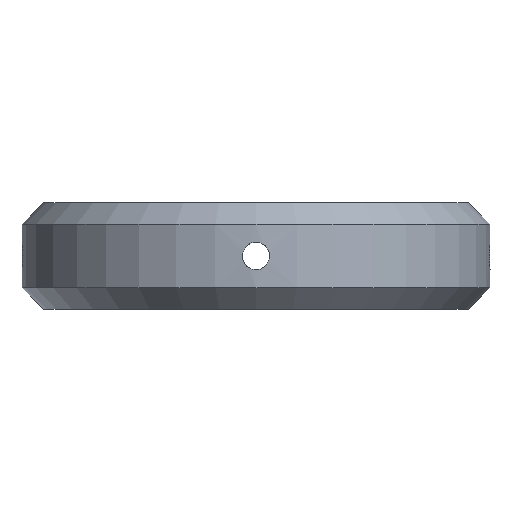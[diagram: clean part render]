
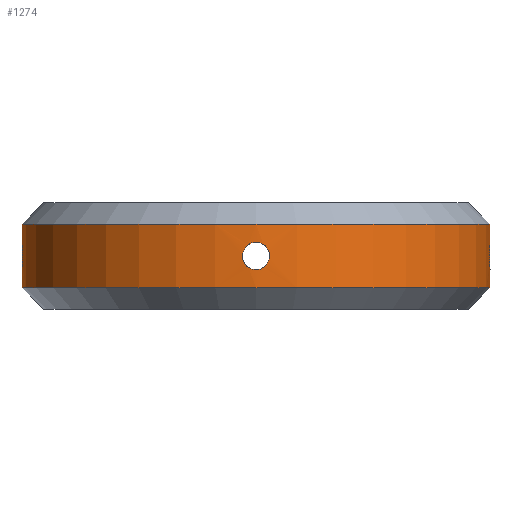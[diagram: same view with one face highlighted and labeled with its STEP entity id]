
A CAD part, left-side view. The second image highlights one B-rep face of the part: STEP entity #1274.
In plain terms, the highlighted cylindrical face has radius 22 mm (diameter 44 mm), a partial arc.
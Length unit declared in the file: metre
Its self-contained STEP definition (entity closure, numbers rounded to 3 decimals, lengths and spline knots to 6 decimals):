
#69=LINE('',#1970,#161);
#70=LINE('',#1974,#162);
#71=LINE('',#1984,#163);
#72=LINE('',#1988,#164);
#161=VECTOR('',#1526,1.);
#162=VECTOR('',#1529,1.);
#163=VECTOR('',#1530,1.);
#164=VECTOR('',#1533,1.);
#254=CIRCLE('',#1370,0.022);
#255=CIRCLE('',#1371,0.022);
#327=ORIENTED_EDGE('',*,*,#671,.F.);
#328=ORIENTED_EDGE('',*,*,#672,.F.);
#329=ORIENTED_EDGE('',*,*,#673,.T.);
#330=ORIENTED_EDGE('',*,*,#674,.T.);
#331=ORIENTED_EDGE('',*,*,#675,.F.);
#332=ORIENTED_EDGE('',*,*,#676,.F.);
#333=ORIENTED_EDGE('',*,*,#677,.F.);
#334=ORIENTED_EDGE('',*,*,#678,.T.);
#335=ORIENTED_EDGE('',*,*,#679,.T.);
#671=EDGE_CURVE('',#843,#843,#972,.T.);
#672=EDGE_CURVE('',#844,#845,#973,.T.);
#673=EDGE_CURVE('',#844,#846,#69,.T.);
#674=EDGE_CURVE('',#846,#847,#254,.T.);
#675=EDGE_CURVE('',#848,#847,#70,.T.);
#676=EDGE_CURVE('',#849,#848,#974,.T.);
#677=EDGE_CURVE('',#850,#849,#71,.T.);
#678=EDGE_CURVE('',#850,#851,#255,.F.);
#679=EDGE_CURVE('',#851,#845,#72,.T.);
#843=VERTEX_POINT('',#1960);
#844=VERTEX_POINT('',#1968);
#845=VERTEX_POINT('',#1969);
#846=VERTEX_POINT('',#1971);
#847=VERTEX_POINT('',#1973);
#848=VERTEX_POINT('',#1975);
#849=VERTEX_POINT('',#1983);
#850=VERTEX_POINT('',#1985);
#851=VERTEX_POINT('',#1987);
#972=B_SPLINE_CURVE_WITH_KNOTS('',3,(#1949,#1950,#1951,#1952,#1953,#1954,
#1955,#1956,#1957,#1958,#1959),.UNSPECIFIED.,.T.,.F.,(1,1,1,1,1,1,1,1,1,
1,1,1,1,1,1),(-0.003015,-0.00201,-0.001005,
0.,0.001005,0.00201,0.003015,
0.004019,0.005024,0.006029,0.007034,
0.008039,0.009044,0.010049,0.011054),
 .UNSPECIFIED.);
#973=B_SPLINE_CURVE_WITH_KNOTS('',3,(#1961,#1962,#1963,#1964,#1965,#1966,
#1967),.UNSPECIFIED.,.F.,.F.,(4,1,1,1,4),(0.,0.001005,0.00201,
0.003014,0.004019),.UNSPECIFIED.);
#974=B_SPLINE_CURVE_WITH_KNOTS('',3,(#1976,#1977,#1978,#1979,#1980,#1981,
#1982),.UNSPECIFIED.,.F.,.F.,(4,1,1,1,4),(0.,0.001005,0.00201,
0.003014,0.004019),.UNSPECIFIED.);
#986=EDGE_LOOP('',(#327));
#987=EDGE_LOOP('',(#328,#329,#330,#331,#332,#333,#334,#335));
#1110=FACE_BOUND('',#986,.T.);
#1111=FACE_BOUND('',#987,.T.);
#1240=CYLINDRICAL_SURFACE('',#1369,0.022);
#1274=ADVANCED_FACE('',(#1110,#1111),#1240,.T.);
#1369=AXIS2_PLACEMENT_3D('',#1948,#1524,#1525);
#1370=AXIS2_PLACEMENT_3D('',#1972,#1527,#1528);
#1371=AXIS2_PLACEMENT_3D('',#1986,#1531,#1532);
#1524=DIRECTION('',(0.,0.,-1.));
#1525=DIRECTION('',(-1.,0.,0.));
#1526=DIRECTION('',(0.,0.,-1.));
#1527=DIRECTION('',(0.,0.,1.));
#1528=DIRECTION('',(1.,0.,0.));
#1529=DIRECTION('',(0.,0.,-1.));
#1530=DIRECTION('',(0.,0.,-1.));
#1531=DIRECTION('',(0.,0.,1.));
#1532=DIRECTION('',(1.,0.,0.));
#1533=DIRECTION('',(0.,0.,-1.));
#1948=CARTESIAN_POINT('',(-0.035,0.,0.01));
#1949=CARTESIAN_POINT('',(-0.056981,0.001008,0.003993));
#1950=CARTESIAN_POINT('',(-0.057009,0.,0.003575));
#1951=CARTESIAN_POINT('',(-0.056981,-0.001007,0.003993));
#1952=CARTESIAN_POINT('',(-0.056953,-0.001424,0.004999));
#1953=CARTESIAN_POINT('',(-0.056981,-0.001008,0.006007));
#1954=CARTESIAN_POINT('',(-0.057009,0.,0.006424));
#1955=CARTESIAN_POINT('',(-0.056981,0.001006,0.006008));
#1956=CARTESIAN_POINT('',(-0.056953,0.001425,0.005001));
#1957=CARTESIAN_POINT('',(-0.056981,0.001008,0.003993));
#1958=CARTESIAN_POINT('',(-0.057009,0.,0.003575));
#1959=CARTESIAN_POINT('',(-0.056981,-0.001007,0.003993));
#1960=CARTESIAN_POINT('',(-0.057,0.,0.003715));
#1961=CARTESIAN_POINT('',(-0.035,0.022,0.003715));
#1962=CARTESIAN_POINT('',(-0.03534,0.022,0.003715));
#1963=CARTESIAN_POINT('',(-0.036005,0.021981,0.003993));
#1964=CARTESIAN_POINT('',(-0.036425,0.021953,0.004999));
#1965=CARTESIAN_POINT('',(-0.036007,0.021981,0.006007));
#1966=CARTESIAN_POINT('',(-0.03534,0.022,0.006286));
#1967=CARTESIAN_POINT('',(-0.035,0.022,0.006286));
#1968=CARTESIAN_POINT('',(-0.035,0.022,0.003715));
#1969=CARTESIAN_POINT('',(-0.035,0.022,0.006286));
#1970=CARTESIAN_POINT('',(-0.035,0.022,0.01));
#1971=CARTESIAN_POINT('',(-0.035,0.022,0.002));
#1972=CARTESIAN_POINT('',(-0.035,0.,0.002));
#1973=CARTESIAN_POINT('',(-0.035,-0.022,0.002));
#1974=CARTESIAN_POINT('',(-0.035,-0.022,0.01));
#1975=CARTESIAN_POINT('',(-0.035,-0.022,0.003715));
#1976=CARTESIAN_POINT('',(-0.035,-0.022,0.006286));
#1977=CARTESIAN_POINT('',(-0.03534,-0.022,0.006286));
#1978=CARTESIAN_POINT('',(-0.036005,-0.021981,0.006007));
#1979=CARTESIAN_POINT('',(-0.036425,-0.021953,0.005001));
#1980=CARTESIAN_POINT('',(-0.036007,-0.021981,0.003993));
#1981=CARTESIAN_POINT('',(-0.03534,-0.022,0.003715));
#1982=CARTESIAN_POINT('',(-0.035,-0.022,0.003715));
#1983=CARTESIAN_POINT('',(-0.035,-0.022,0.006286));
#1984=CARTESIAN_POINT('',(-0.035,-0.022,0.01));
#1985=CARTESIAN_POINT('',(-0.035,-0.022,0.008));
#1986=CARTESIAN_POINT('',(-0.035,0.,0.008));
#1987=CARTESIAN_POINT('',(-0.035,0.022,0.008));
#1988=CARTESIAN_POINT('',(-0.035,0.022,0.01));
